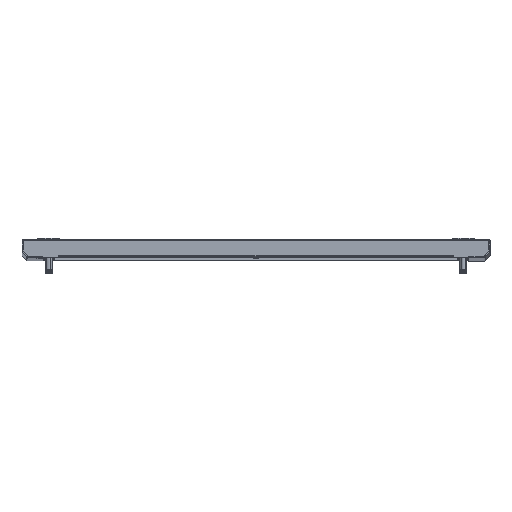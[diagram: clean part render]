
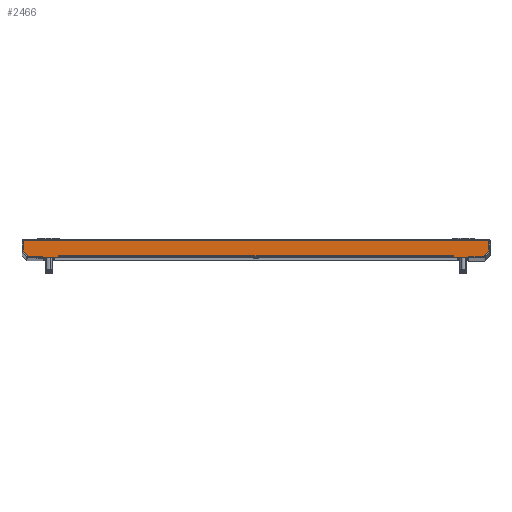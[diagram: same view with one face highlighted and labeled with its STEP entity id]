
A CAD part, top view. The second image highlights one B-rep face of the part: STEP entity #2466.
In plain terms, the highlighted planar face has unit normal (0, 0, 1).
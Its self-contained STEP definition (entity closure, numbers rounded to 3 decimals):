
#2440=AXIS2_PLACEMENT_3D('Plane Axis2P3D',#2437,#2438,#2439) ;
#1689=CARTESIAN_POINT('Vertex',(316.6,547.4,1854.)) ;
#1713=CARTESIAN_POINT('Vertex',(-12.6,547.4,1854.)) ;
#2000=CARTESIAN_POINT('Line Origine',(152.,547.4,1854.)) ;
#2040=CARTESIAN_POINT('Vertex',(341.6,546.5,1854.)) ;
#2043=CARTESIAN_POINT('Line Origine',(329.1,546.5,1854.)) ;
#2047=CARTESIAN_POINT('Vertex',(316.6,546.5,1854.)) ;
#2074=CARTESIAN_POINT('Line Origine',(316.6,546.95,1854.)) ;
#2096=CARTESIAN_POINT('Line Origine',(-12.6,546.95,1854.)) ;
#2100=CARTESIAN_POINT('Vertex',(-12.6,546.5,1854.)) ;
#2129=CARTESIAN_POINT('Line Origine',(-25.1,546.5,1854.)) ;
#2133=CARTESIAN_POINT('Vertex',(-37.6,546.5,1854.)) ;
#2164=CARTESIAN_POINT('Vertex',(346.6,551.5,1854.)) ;
#2167=CARTESIAN_POINT('Line Origine',(344.1,549.,1854.)) ;
#2190=CARTESIAN_POINT('Vertex',(346.6,560.1,1854.)) ;
#2193=CARTESIAN_POINT('Line Origine',(346.6,555.8,1854.)) ;
#2418=CARTESIAN_POINT('Line Origine',(-40.1,549.,1854.)) ;
#2422=CARTESIAN_POINT('Vertex',(-42.6,551.5,1854.)) ;
#2437=CARTESIAN_POINT('Axis2P3D Location',(152.,560.2,1854.)) ;
#2442=CARTESIAN_POINT('Line Origine',(152.,560.1,1854.)) ;
#2446=CARTESIAN_POINT('Vertex',(-42.6,560.1,1854.)) ;
#2449=CARTESIAN_POINT('Line Origine',(-42.6,555.8,1854.)) ;
#2001=DIRECTION('Vector Direction',(1.,0.,0.)) ;
#2044=DIRECTION('Vector Direction',(1.,0.,0.)) ;
#2075=DIRECTION('Vector Direction',(0.,1.,0.)) ;
#2097=DIRECTION('Vector Direction',(0.,1.,0.)) ;
#2130=DIRECTION('Vector Direction',(1.,0.,0.)) ;
#2168=DIRECTION('Vector Direction',(0.707,0.707,0.)) ;
#2194=DIRECTION('Vector Direction',(0.,1.,0.)) ;
#2419=DIRECTION('Vector Direction',(0.707,-0.707,0.)) ;
#2438=DIRECTION('Axis2P3D Direction',(0.,0.,1.)) ;
#2439=DIRECTION('Axis2P3D XDirection',(-1.,-0.,-0.)) ;
#2443=DIRECTION('Vector Direction',(1.,0.,0.)) ;
#2450=DIRECTION('Vector Direction',(0.,1.,0.)) ;
#2002=VECTOR('Line Direction',#2001,1.) ;
#2045=VECTOR('Line Direction',#2044,1.) ;
#2076=VECTOR('Line Direction',#2075,1.) ;
#2098=VECTOR('Line Direction',#2097,1.) ;
#2131=VECTOR('Line Direction',#2130,1.) ;
#2169=VECTOR('Line Direction',#2168,1.) ;
#2195=VECTOR('Line Direction',#2194,1.) ;
#2420=VECTOR('Line Direction',#2419,1.) ;
#2444=VECTOR('Line Direction',#2443,1.) ;
#2451=VECTOR('Line Direction',#2450,1.) ;
#2455=ORIENTED_EDGE('',*,*,#2197,.T.) ;
#2456=ORIENTED_EDGE('',*,*,#2448,.T.) ;
#2457=ORIENTED_EDGE('',*,*,#2453,.F.) ;
#2458=ORIENTED_EDGE('',*,*,#2424,.T.) ;
#2459=ORIENTED_EDGE('',*,*,#2135,.T.) ;
#2460=ORIENTED_EDGE('',*,*,#2102,.T.) ;
#2461=ORIENTED_EDGE('',*,*,#2004,.T.) ;
#2462=ORIENTED_EDGE('',*,*,#2078,.F.) ;
#2463=ORIENTED_EDGE('',*,*,#2049,.T.) ;
#2464=ORIENTED_EDGE('',*,*,#2171,.T.) ;
#2466=ADVANCED_FACE('PartBody',(#2465),#2441,.T.) ;
#2004=EDGE_CURVE('',#1714,#1690,#2003,.T.) ;
#2049=EDGE_CURVE('',#2048,#2041,#2046,.T.) ;
#2078=EDGE_CURVE('',#2048,#1690,#2077,.T.) ;
#2102=EDGE_CURVE('',#2101,#1714,#2099,.T.) ;
#2135=EDGE_CURVE('',#2134,#2101,#2132,.T.) ;
#2171=EDGE_CURVE('',#2041,#2165,#2170,.T.) ;
#2197=EDGE_CURVE('',#2165,#2191,#2196,.T.) ;
#2424=EDGE_CURVE('',#2423,#2134,#2421,.T.) ;
#2448=EDGE_CURVE('',#2191,#2447,#2445,.F.) ;
#2453=EDGE_CURVE('',#2423,#2447,#2452,.T.) ;
#2454=EDGE_LOOP('',(#2455,#2456,#2457,#2458,#2459,#2460,#2461,#2462,#2463,#2464)) ;
#2465=FACE_OUTER_BOUND('',#2454,.T.) ;
#2003=LINE('Line',#2000,#2002) ;
#2046=LINE('Line',#2043,#2045) ;
#2077=LINE('Line',#2074,#2076) ;
#2099=LINE('Line',#2096,#2098) ;
#2132=LINE('Line',#2129,#2131) ;
#2170=LINE('Line',#2167,#2169) ;
#2196=LINE('Line',#2193,#2195) ;
#2421=LINE('Line',#2418,#2420) ;
#2445=LINE('Line',#2442,#2444) ;
#2452=LINE('Line',#2449,#2451) ;
#2441=PLANE('',#2440) ;
#1690=VERTEX_POINT('',#1689) ;
#1714=VERTEX_POINT('',#1713) ;
#2041=VERTEX_POINT('',#2040) ;
#2048=VERTEX_POINT('',#2047) ;
#2101=VERTEX_POINT('',#2100) ;
#2134=VERTEX_POINT('',#2133) ;
#2165=VERTEX_POINT('',#2164) ;
#2191=VERTEX_POINT('',#2190) ;
#2423=VERTEX_POINT('',#2422) ;
#2447=VERTEX_POINT('',#2446) ;
